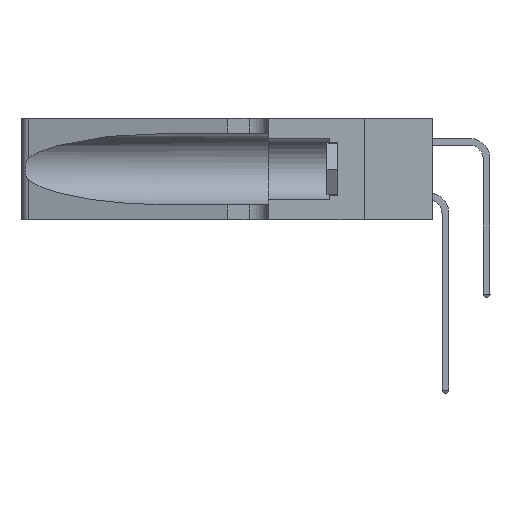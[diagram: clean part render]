
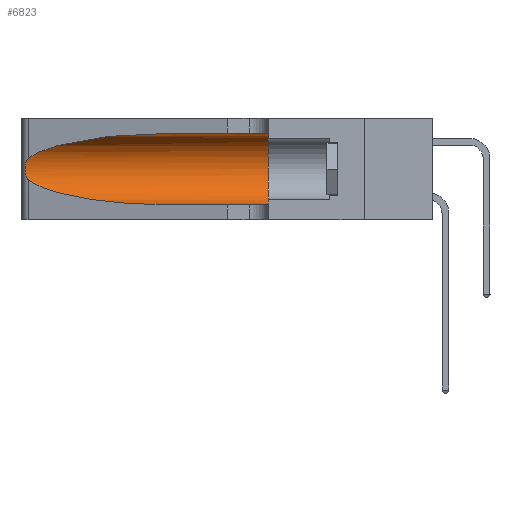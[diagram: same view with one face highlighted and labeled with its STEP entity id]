
A CAD part, left-side view. The second image highlights one B-rep face of the part: STEP entity #6823.
In plain terms, the highlighted cylindrical face has radius 3.308 mm (diameter 6.617 mm), a partial arc.
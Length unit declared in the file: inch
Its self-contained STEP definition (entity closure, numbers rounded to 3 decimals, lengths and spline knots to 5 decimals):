
#225 = CARTESIAN_POINT ( 'NONE',  ( 0.26075, 1.23896, 0.19203 ) ) ;
#252 = EDGE_CURVE ( 'NONE', #3781, #16667, #16087, .T. ) ;
#616 = ORIENTED_EDGE ( 'NONE', *, *, #2976, .T. ) ;
#737 = EDGE_LOOP ( 'NONE', ( #18664, #4386, #4500, #616, #16590, #4662 ) ) ;
#766 = AXIS2_PLACEMENT_3D ( 'NONE', #13543, #4046, #15116 ) ;
#1236 = EDGE_CURVE ( 'NONE', #1373, #16698, #6959, .T. ) ;
#1373 = VERTEX_POINT ( 'NONE', #10065 ) ;
#1883 = CARTESIAN_POINT ( 'NONE',  ( 0.26017, 1.23833, 0.17102 ) ) ;
#2170 = CARTESIAN_POINT ( 'NONE',  ( 0.1305, 1.61858, 0.185 ) ) ;
#2747 = CARTESIAN_POINT ( 'NONE',  ( 0.1305, 0.72297, 0.31525 ) ) ;
#2976 = EDGE_CURVE ( 'NONE', #16698, #14409, #18211, .T. ) ;
#3517 = CARTESIAN_POINT ( 'NONE',  ( 0.25789, 1.23486, 0.15765 ) ) ;
#3781 = VERTEX_POINT ( 'NONE', #17498 ) ;
#4046 = DIRECTION ( 'NONE',  ( 0., 1., 0. ) ) ;
#4372 = CARTESIAN_POINT ( 'NONE',  ( 0.18966, 0.96281, 0.31525 ) ) ;
#4386 = ORIENTED_EDGE ( 'NONE', *, *, #14140, .T. ) ;
#4500 = ORIENTED_EDGE ( 'NONE', *, *, #1236, .T. ) ;
#4619 = CARTESIAN_POINT ( 'NONE',  ( 0.1305, 1.61858, 0.05475 ) ) ;
#4662 = ORIENTED_EDGE ( 'NONE', *, *, #252, .F. ) ;
#4755 =( BOUNDED_CURVE ( )  B_SPLINE_CURVE ( 3, ( #2747, #4372, #9179, #20130 ),
 .UNSPECIFIED., .F., .F. ) 
 B_SPLINE_CURVE_WITH_KNOTS ( ( 4, 4 ),
 ( 1.5708, 2.84003 ),
 .UNSPECIFIED. ) 
 CURVE ( )  GEOMETRIC_REPRESENTATION_ITEM ( )  RATIONAL_B_SPLINE_CURVE ( ( 1., 0.87, 0.87, 1. ) ) 
 REPRESENTATION_ITEM ( '' )  );
#4845 = DIRECTION ( 'NONE',  ( 0., -1., 0. ) ) ;
#5112 = CARTESIAN_POINT ( 'NONE',  ( 0.25555, 1.22993, 0.14849 ) ) ;
#5470 = FACE_OUTER_BOUND ( 'NONE', #737, .T. ) ;
#5721 = CARTESIAN_POINT ( 'NONE',  ( 0.1305, 0.35, 0.31525 ) ) ;
#5738 = B_SPLINE_CURVE_WITH_KNOTS ( 'NONE', 3,
 ( #14532, #11384, #17671, #8260, #19247, #9866, #225, #11454, #1883, #13036, #3517, #14598, #5112, #16179 ),
 .UNSPECIFIED., .F., .F.,
 ( 4, 2, 2, 2, 2, 2, 4 ),
 ( 0., 0.00027, 0.00053, 0.00107, 0.0016, 0.00187, 0.00214 ),
 .UNSPECIFIED. ) ;
#6823 = ADVANCED_FACE ( 'NONE', ( #5470 ), #17546, .F. ) ;
#6959 =( BOUNDED_CURVE ( )  B_SPLINE_CURVE ( 3, ( #15290, #15148, #15523, #15497 ),
 .UNSPECIFIED., .F., .F. ) 
 B_SPLINE_CURVE_WITH_KNOTS ( ( 4, 4 ),
 ( 3.44316, 4.71239 ),
 .UNSPECIFIED. ) 
 CURVE ( )  GEOMETRIC_REPRESENTATION_ITEM ( )  RATIONAL_B_SPLINE_CURVE ( ( 1., 0.87, 0.87, 1. ) ) 
 REPRESENTATION_ITEM ( '' )  );
#7387 = CARTESIAN_POINT ( 'NONE',  ( 0.1305, 0.72297, 0.05475 ) ) ;
#7429 = CARTESIAN_POINT ( 'NONE',  ( 0.25487, 1.22718, 0.22369 ) ) ;
#7702 = VECTOR ( 'NONE', #4845, 39.37008 ) ;
#8260 = CARTESIAN_POINT ( 'NONE',  ( 0.25787, 1.23484, 0.2124 ) ) ;
#9179 = CARTESIAN_POINT ( 'NONE',  ( 0.2373, 1.15595, 0.28018 ) ) ;
#9866 = CARTESIAN_POINT ( 'NONE',  ( 0.26018, 1.23835, 0.19895 ) ) ;
#10065 = CARTESIAN_POINT ( 'NONE',  ( 0.25487, 1.22718, 0.14631 ) ) ;
#11384 = CARTESIAN_POINT ( 'NONE',  ( 0.25555, 1.22994, 0.2215 ) ) ;
#11454 = CARTESIAN_POINT ( 'NONE',  ( 0.26075, 1.23896, 0.178 ) ) ;
#12138 = AXIS2_PLACEMENT_3D ( 'NONE', #2170, #17951, #13314 ) ;
#13036 = CARTESIAN_POINT ( 'NONE',  ( 0.25856, 1.23593, 0.16098 ) ) ;
#13314 = DIRECTION ( 'NONE',  ( 0., 0., -1. ) ) ;
#13543 = CARTESIAN_POINT ( 'NONE',  ( 0.1305, 0.35, 0.185 ) ) ;
#13556 = VECTOR ( 'NONE', #17261, 39.37008 ) ;
#14140 = EDGE_CURVE ( 'NONE', #18100, #1373, #5738, .T. ) ;
#14409 = VERTEX_POINT ( 'NONE', #16793 ) ;
#14532 = CARTESIAN_POINT ( 'NONE',  ( 0.25487, 1.22718, 0.22369 ) ) ;
#14598 = CARTESIAN_POINT ( 'NONE',  ( 0.25639, 1.23186, 0.15144 ) ) ;
#15116 = DIRECTION ( 'NONE',  ( 0., 0., 1. ) ) ;
#15148 = CARTESIAN_POINT ( 'NONE',  ( 0.2373, 1.15595, 0.08982 ) ) ;
#15290 = CARTESIAN_POINT ( 'NONE',  ( 0.25487, 1.22718, 0.14631 ) ) ;
#15468 = EDGE_CURVE ( 'NONE', #3781, #18100, #4755, .T. ) ;
#15497 = CARTESIAN_POINT ( 'NONE',  ( 0.1305, 0.72297, 0.05475 ) ) ;
#15523 = CARTESIAN_POINT ( 'NONE',  ( 0.18966, 0.96281, 0.05475 ) ) ;
#15762 = CIRCLE ( 'NONE', #766, 0.13025 ) ;
#16087 = LINE ( 'NONE', #17350, #7702 ) ;
#16179 = CARTESIAN_POINT ( 'NONE',  ( 0.25487, 1.22718, 0.14631 ) ) ;
#16590 = ORIENTED_EDGE ( 'NONE', *, *, #19239, .F. ) ;
#16667 = VERTEX_POINT ( 'NONE', #5721 ) ;
#16698 = VERTEX_POINT ( 'NONE', #7387 ) ;
#16793 = CARTESIAN_POINT ( 'NONE',  ( 0.1305, 0.35, 0.05475 ) ) ;
#17261 = DIRECTION ( 'NONE',  ( 0., -1., 0. ) ) ;
#17350 = CARTESIAN_POINT ( 'NONE',  ( 0.1305, 1.61858, 0.31525 ) ) ;
#17498 = CARTESIAN_POINT ( 'NONE',  ( 0.1305, 0.72297, 0.31525 ) ) ;
#17546 = CYLINDRICAL_SURFACE ( 'NONE', #12138, 0.13025 ) ;
#17671 = CARTESIAN_POINT ( 'NONE',  ( 0.25639, 1.23184, 0.21858 ) ) ;
#17951 = DIRECTION ( 'NONE',  ( 0., -1., 0. ) ) ;
#18100 = VERTEX_POINT ( 'NONE', #7429 ) ;
#18211 = LINE ( 'NONE', #4619, #13556 ) ;
#18664 = ORIENTED_EDGE ( 'NONE', *, *, #15468, .T. ) ;
#19239 = EDGE_CURVE ( 'NONE', #16667, #14409, #15762, .T. ) ;
#19247 = CARTESIAN_POINT ( 'NONE',  ( 0.25854, 1.2359, 0.20912 ) ) ;
#20130 = CARTESIAN_POINT ( 'NONE',  ( 0.25487, 1.22718, 0.22369 ) ) ;
